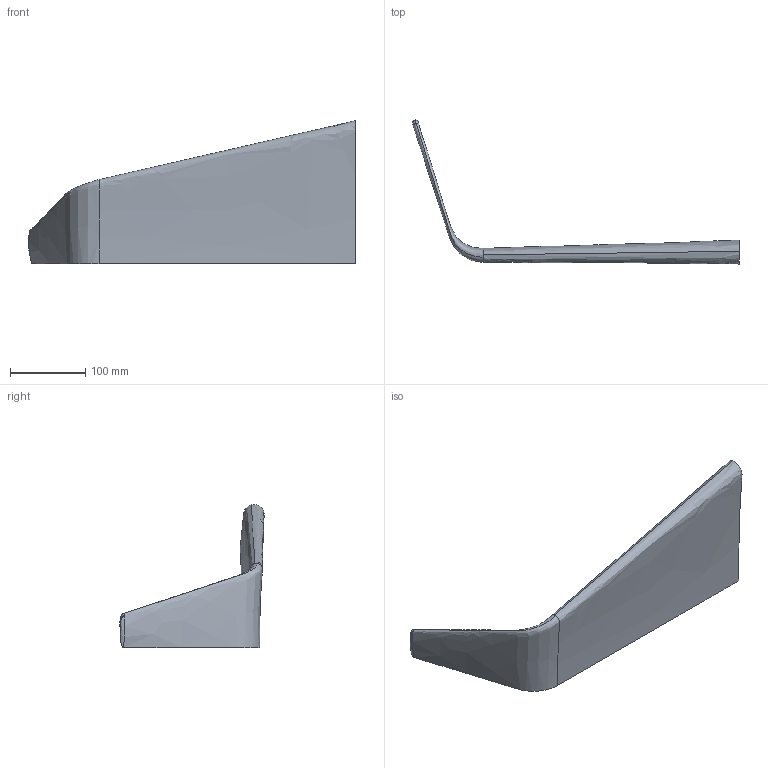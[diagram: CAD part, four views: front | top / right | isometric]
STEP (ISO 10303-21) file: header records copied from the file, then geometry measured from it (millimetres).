
FILE_DESCRIPTION (( 'STEP AP214' ), '1' );
FILE_NAME ('Winglet.STEP', '2012-02-26T10:47:08', ( 'Aaron' ), ( 'Microsoft' ), 'SwSTEP 2.0', 'SolidWorks 2011', '' );
FILE_SCHEMA (( 'AUTOMOTIVE_DESIGN' ));
Length unit declared in the file: inch
Products named in the file (1): Winglet
Bounding box: 433.86 x 191.55 x 189.87 mm (x, y, z)
Volume: 996331.8 mm3; surface area: 146353.4 mm2
Topology: 1 solids, 1 shells, 9 faces, 25 edges, 14 vertices
Faces by surface type: bspline 8, plane 1
Entity records: 518 total; most frequent: CARTESIAN_POINT 295, ORIENTED_EDGE 42, DIRECTION 32, EDGE_CURVE 21, AXIS2_PLACEMENT_3D 15, VERTEX_POINT 14, CIRCLE 13, ADVANCED_FACE 9
